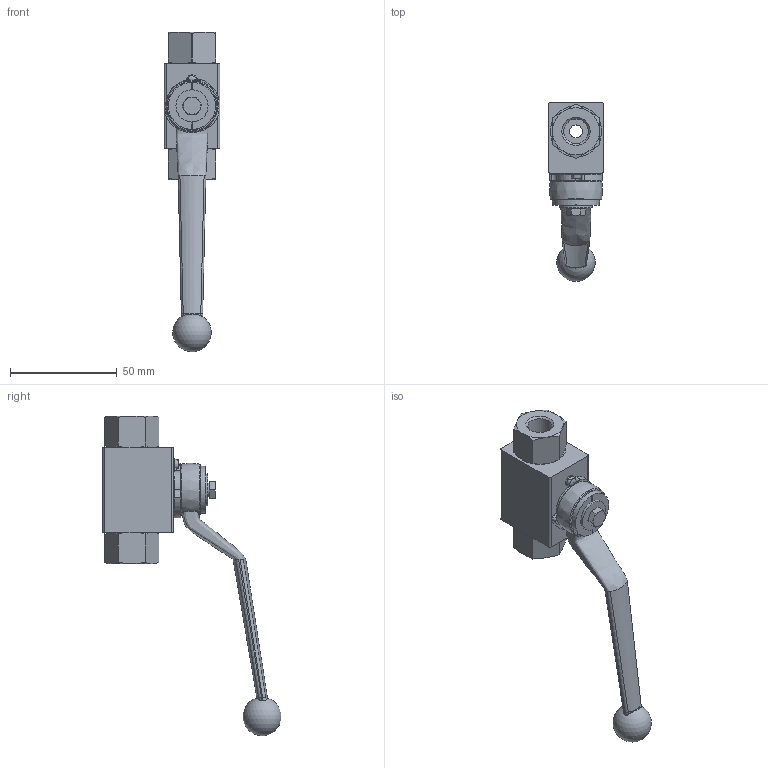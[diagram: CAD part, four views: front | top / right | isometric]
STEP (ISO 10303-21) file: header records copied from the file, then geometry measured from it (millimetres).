
FILE_DESCRIPTION(/* description */ (''),/* implementation_level */ '2;1');
FILE_NAME(/* name */ '99902-01-409-27763.stp',/* time_stamp */ '2023-01-04T14:10:17+01:00',/* author */ ('tb'),/* organization */ (''),/* preprocessor_version */ 'ST-DEVELOPER v17',/* originating_system */ 'Autodesk Inventor 2018',/* authorisation */ '');
FILE_SCHEMA (('AUTOMOTIVE_DESIGN { 1 0 10303 214 3 1 1 }'));
Length unit declared in the file: millimetre
Products named in the file (1): BKH_G_Shrinkwrap_2
Bounding box: 26 x 83.47 x 149.45 mm (x, y, z)
Volume: 57430.1 mm3; surface area: 18126.2 mm2
Topology: 2 solids, 3 shells, 267 faces, 764 edges, 490 vertices
Faces by surface type: plane 130, cylinder 65, cone 29, bspline 22, torus 19, sphere 2
Full cylindrical faces by diameter (mm): 4.134 x1, 4.567 x1, 5 x1, 5.3 x1, 5.5 x1, 6 x1, 6.7 x1, 11.4 x1, 11.445 x2, 13.4 x2, 15 x1, 22 x1, 24 x2
Entity records: 11532 total; most frequent: CARTESIAN_POINT 4354, ORIENTED_EDGE 1524, DIRECTION 1417, EDGE_CURVE 762, AXIS2_PLACEMENT_3D 527, VERTEX_POINT 490, LINE 363, VECTOR 363
